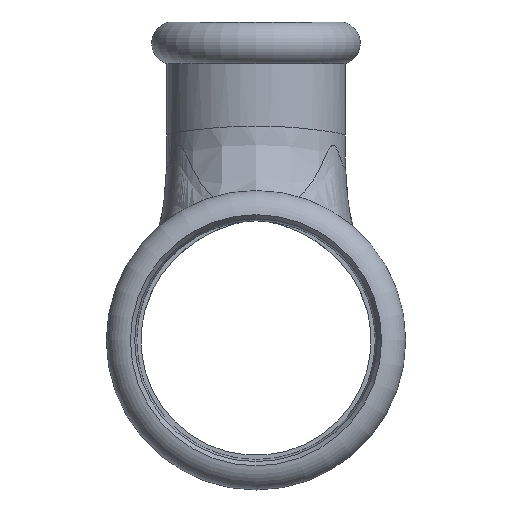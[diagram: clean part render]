
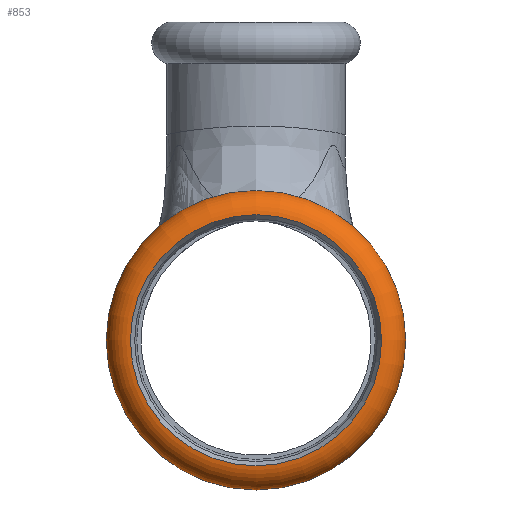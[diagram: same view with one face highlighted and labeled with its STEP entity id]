
A CAD part, left-side view. The second image highlights one B-rep face of the part: STEP entity #853.
In plain terms, the highlighted toroidal (fillet/blend) face has major radius 21.763 mm and minor radius 4.587 mm.
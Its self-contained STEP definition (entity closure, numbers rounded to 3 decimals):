
#144=FACE_OUTER_BOUND('',#188,.T.);
#188=EDGE_LOOP('',(#577,#578,#579,#580,#581,#582,#583,#584));
#248=CIRCLE('',#935,22.7);
#249=CIRCLE('',#936,22.7);
#250=CIRCLE('',#937,4.587);
#251=CIRCLE('',#938,22.1);
#252=CIRCLE('',#939,22.1);
#253=CIRCLE('',#940,22.1);
#254=CIRCLE('',#941,22.7);
#318=VERTEX_POINT('',#1269);
#319=VERTEX_POINT('',#1270);
#320=VERTEX_POINT('',#1272);
#321=VERTEX_POINT('',#1274);
#322=VERTEX_POINT('',#1276);
#323=VERTEX_POINT('',#1278);
#424=EDGE_CURVE('',#318,#319,#248,.T.);
#425=EDGE_CURVE('',#320,#318,#249,.T.);
#426=EDGE_CURVE('',#320,#321,#250,.T.);
#427=EDGE_CURVE('',#321,#322,#251,.T.);
#428=EDGE_CURVE('',#322,#323,#252,.T.);
#429=EDGE_CURVE('',#323,#321,#253,.T.);
#430=EDGE_CURVE('',#319,#320,#254,.T.);
#577=ORIENTED_EDGE('',*,*,#424,.F.);
#578=ORIENTED_EDGE('',*,*,#425,.F.);
#579=ORIENTED_EDGE('',*,*,#426,.T.);
#580=ORIENTED_EDGE('',*,*,#427,.T.);
#581=ORIENTED_EDGE('',*,*,#428,.T.);
#582=ORIENTED_EDGE('',*,*,#429,.T.);
#583=ORIENTED_EDGE('',*,*,#426,.F.);
#584=ORIENTED_EDGE('',*,*,#430,.F.);
#842=TOROIDAL_SURFACE('',#934,21.763,4.587);
#853=ADVANCED_FACE('',(#144),#842,.T.);
#934=AXIS2_PLACEMENT_3D('',#1268,#1059,#1060);
#935=AXIS2_PLACEMENT_3D('',#1271,#1061,#1062);
#936=AXIS2_PLACEMENT_3D('',#1273,#1063,#1064);
#937=AXIS2_PLACEMENT_3D('',#1275,#1065,#1066);
#938=AXIS2_PLACEMENT_3D('',#1277,#1067,#1068);
#939=AXIS2_PLACEMENT_3D('',#1279,#1069,#1070);
#940=AXIS2_PLACEMENT_3D('',#1280,#1071,#1072);
#941=AXIS2_PLACEMENT_3D('',#1281,#1073,#1074);
#1059=DIRECTION('center_axis',(1.,0.,0.));
#1060=DIRECTION('ref_axis',(0.,0.,1.));
#1061=DIRECTION('center_axis',(1.,0.,0.));
#1062=DIRECTION('ref_axis',(0.,1.,0.));
#1063=DIRECTION('center_axis',(1.,0.,0.));
#1064=DIRECTION('ref_axis',(0.,1.,0.));
#1065=DIRECTION('center_axis',(0.,1.,0.));
#1066=DIRECTION('ref_axis',(0.,0.,-1.));
#1067=DIRECTION('center_axis',(1.,0.,0.));
#1068=DIRECTION('ref_axis',(0.,1.,0.));
#1069=DIRECTION('center_axis',(1.,0.,0.));
#1070=DIRECTION('ref_axis',(0.,1.,0.));
#1071=DIRECTION('center_axis',(1.,0.,0.));
#1072=DIRECTION('ref_axis',(0.,1.,0.));
#1073=DIRECTION('center_axis',(1.,0.,0.));
#1074=DIRECTION('ref_axis',(0.,1.,0.));
#1268=CARTESIAN_POINT('Origin',(-52.426,0.,0.));
#1269=CARTESIAN_POINT('',(-47.936,22.7,0.));
#1270=CARTESIAN_POINT('',(-47.936,-22.7,0.));
#1271=CARTESIAN_POINT('Origin',(-47.936,0.,0.));
#1272=CARTESIAN_POINT('',(-47.936,0.,-22.7));
#1273=CARTESIAN_POINT('Origin',(-47.936,0.,0.));
#1274=CARTESIAN_POINT('',(-57.,0.,-22.1));
#1275=CARTESIAN_POINT('Origin',(-52.426,0.,
-21.763));
#1276=CARTESIAN_POINT('',(-57.,22.1,0.));
#1277=CARTESIAN_POINT('Origin',(-57.,0.,0.));
#1278=CARTESIAN_POINT('',(-57.,-22.1,0.));
#1279=CARTESIAN_POINT('Origin',(-57.,0.,0.));
#1280=CARTESIAN_POINT('Origin',(-57.,0.,0.));
#1281=CARTESIAN_POINT('Origin',(-47.936,0.,0.));
